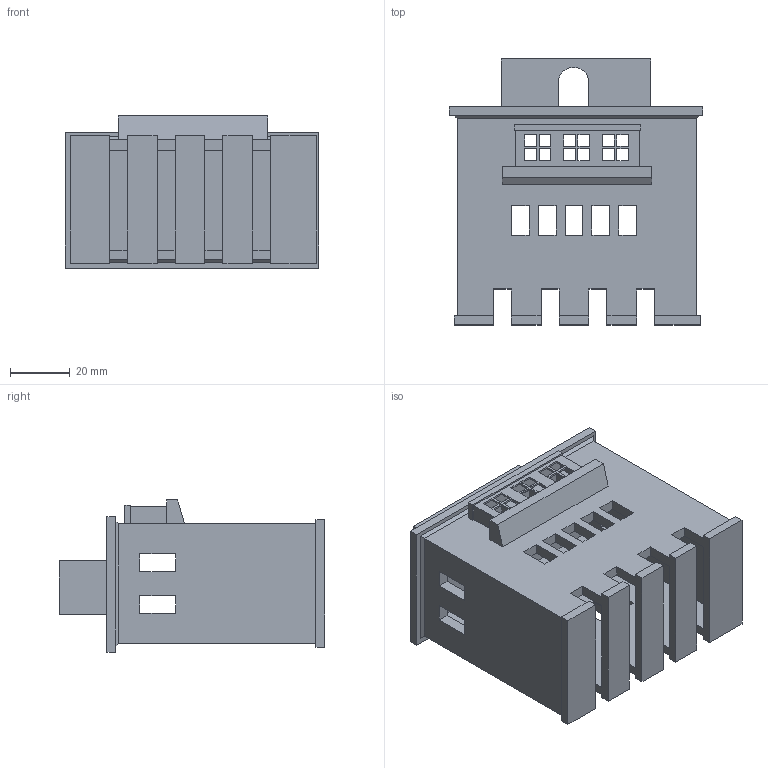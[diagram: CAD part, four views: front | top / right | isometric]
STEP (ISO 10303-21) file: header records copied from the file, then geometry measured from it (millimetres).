
FILE_DESCRIPTION (( 'STEP AP214' ), '1' );
FILE_NAME ('âåðõíåå ÌÎ-1.STEP', '2025-01-29T13:51:16', ( '' ), ( '' ), 'SwSTEP 2.0', 'SolidWorks 2022', '' );
FILE_SCHEMA (( 'AUTOMOTIVE_DESIGN' ));
Length unit declared in the file: millimetre
Products named in the file (1): верхнее МО-1
Bounding box: 84.98 x 89 x 50.93 mm (x, y, z)
Volume: 70438.6 mm3; surface area: 50077 mm2
Topology: 1 solids, 1 shells, 304 faces, 908 edges, 604 vertices
Faces by surface type: plane 302, cylinder 2
Entity records: 10254 total; most frequent: CARTESIAN_POINT 1817, ORIENTED_EDGE 1816, DIRECTION 1522, EDGE_CURVE 908, VECTOR 904, LINE 904, VERTEX_POINT 604, EDGE_LOOP 410
